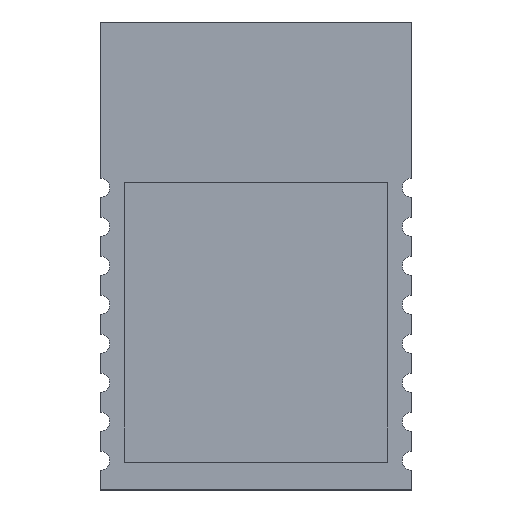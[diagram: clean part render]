
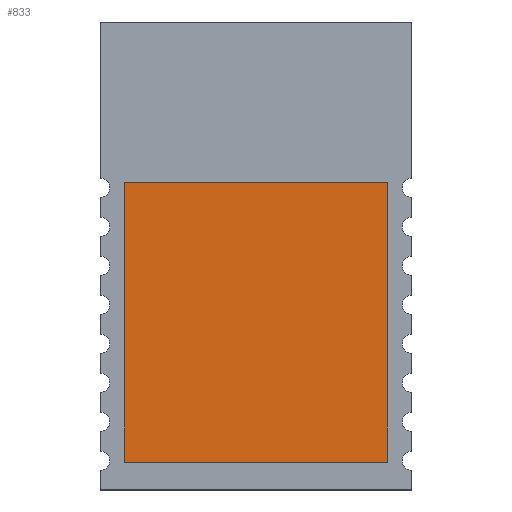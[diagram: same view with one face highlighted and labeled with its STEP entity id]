
A CAD part, top view. The second image highlights one B-rep face of the part: STEP entity #833.
In plain terms, the highlighted planar face has unit normal (0, 0, 1).
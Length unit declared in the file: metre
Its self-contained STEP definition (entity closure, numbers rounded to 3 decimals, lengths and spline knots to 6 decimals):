
#38=PLANE('',#921);
#120=LINE('',#1392,#208);
#123=LINE('',#1398,#211);
#125=LINE('',#1402,#213);
#126=LINE('',#1404,#214);
#208=VECTOR('',#1147,1.);
#211=VECTOR('',#1152,1.);
#213=VECTOR('',#1156,1.);
#214=VECTOR('',#1159,1.);
#451=ORIENTED_EDGE('',*,*,#568,.F.);
#452=ORIENTED_EDGE('',*,*,#571,.T.);
#453=ORIENTED_EDGE('',*,*,#573,.T.);
#454=ORIENTED_EDGE('',*,*,#574,.F.);
#568=EDGE_CURVE('',#651,#652,#120,.T.);
#571=EDGE_CURVE('',#651,#653,#123,.T.);
#573=EDGE_CURVE('',#653,#654,#125,.T.);
#574=EDGE_CURVE('',#652,#654,#126,.T.);
#651=VERTEX_POINT('',#1391);
#652=VERTEX_POINT('',#1393);
#653=VERTEX_POINT('',#1397);
#654=VERTEX_POINT('',#1401);
#730=EDGE_LOOP('',(#451,#452,#453,#454));
#774=FACE_BOUND('',#730,.T.);
#833=ADVANCED_FACE('',(#774),#38,.T.);
#921=AXIS2_PLACEMENT_3D('',#1405,#1160,#1161);
#1147=DIRECTION('',(1.,0.,0.));
#1152=DIRECTION('',(0.,-1.,0.));
#1156=DIRECTION('',(1.,0.,0.));
#1159=DIRECTION('',(0.,-1.,0.));
#1160=DIRECTION('',(0.,0.,1.));
#1161=DIRECTION('',(1.,0.,0.));
#1391=CARTESIAN_POINT('',(0.018692,0.00378,0.002));
#1392=CARTESIAN_POINT('',(0.025442,0.00378,0.002));
#1393=CARTESIAN_POINT('',(0.032192,0.00378,0.002));
#1397=CARTESIAN_POINT('',(0.018692,-0.010574,0.002));
#1398=CARTESIAN_POINT('',(0.018692,-0.003397,0.002));
#1401=CARTESIAN_POINT('',(0.032192,-0.010574,0.002));
#1402=CARTESIAN_POINT('',(0.025442,-0.010574,0.002));
#1404=CARTESIAN_POINT('',(0.032192,-0.003397,0.002));
#1405=CARTESIAN_POINT('',(0.025442,0.,0.002));
